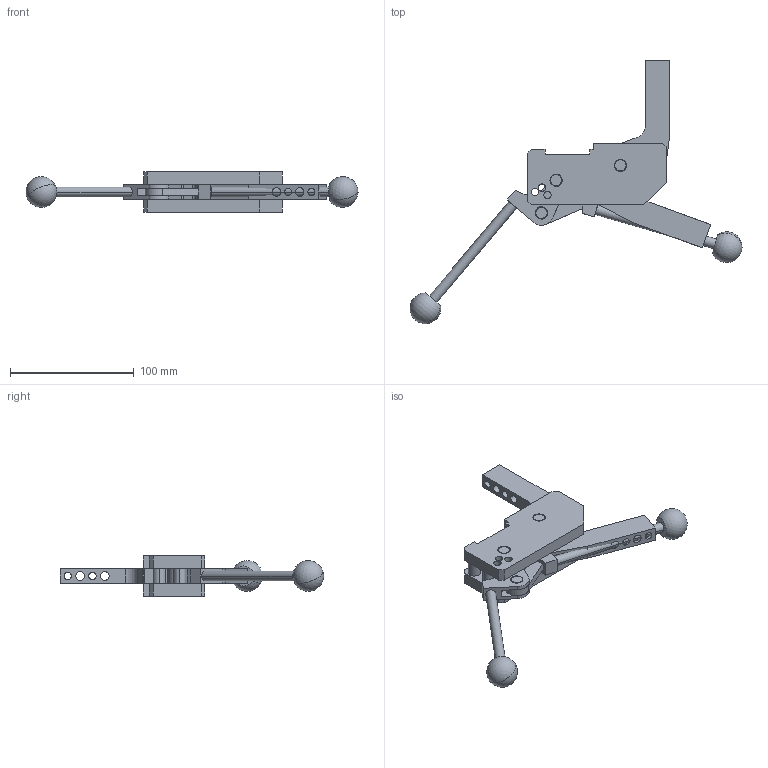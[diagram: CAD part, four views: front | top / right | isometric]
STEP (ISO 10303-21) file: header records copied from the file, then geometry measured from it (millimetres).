
FILE_DESCRIPTION(('CATIA V5 STEP Exchange'),'2;1');
FILE_NAME('HKU_32_TUENKERS.stp','2017-07-26T12:54:33+00:00',('none'),('none'),'CATIA Version 5 Release 19 SP 9 (IN-10)','CATIA V5 STEP AP214','none');
FILE_SCHEMA(('AUTOMOTIVE_DESIGN { 1 0 10303 214 1 1 1 1 }'));
Length unit declared in the file: millimetre
Products named in the file (1): HKU_32_TUENKERS
Bounding box: 268.51 x 213.03 x 32.5 mm (x, y, z)
Volume: 215686.7 mm3; surface area: 76098.3 mm2
Topology: 2 solids, 2 shells, 277 faces, 724 edges, 472 vertices
Faces by surface type: cylinder 130, plane 111, cone 32, sphere 4
Entity records: 9879 total; most frequent: ORIENTED_EDGE 1422, CARTESIAN_POINT 1418, DIRECTION 1074, EDGE_CURVE 711, AXIS2_PLACEMENT_3D 482, VERTEX_POINT 468, VECTOR 408, LINE 408
